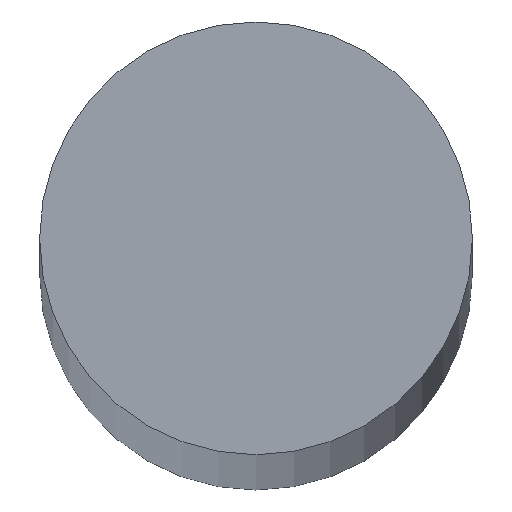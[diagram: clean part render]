
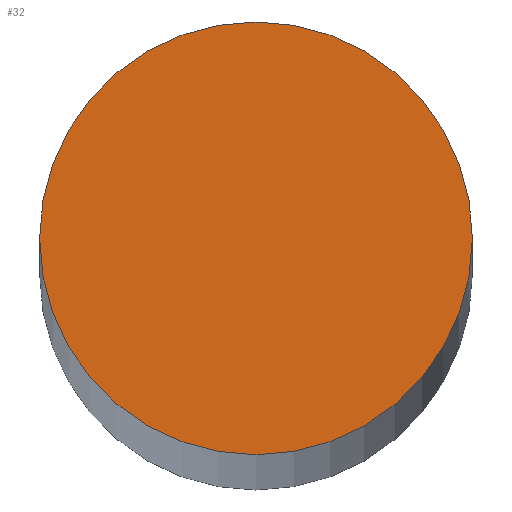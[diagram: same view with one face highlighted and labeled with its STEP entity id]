
A CAD part, top view. The second image highlights one B-rep face of the part: STEP entity #32.
In plain terms, the highlighted planar face has unit normal (0, 0, 1).
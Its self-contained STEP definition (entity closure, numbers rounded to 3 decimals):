
#6 = DIRECTION ( 'NONE',  ( 1., 0., 0. ) ) ;
#9 = CARTESIAN_POINT ( 'NONE',  ( 0., 0., 280. ) ) ;
#15 = AXIS2_PLACEMENT_3D ( 'NONE', #9, #89, #6 ) ;
#16 = AXIS2_PLACEMENT_3D ( 'NONE', #109, #108, #138 ) ;
#23 = CARTESIAN_POINT ( 'NONE',  ( -3., 0., 280. ) ) ;
#29 = AXIS2_PLACEMENT_3D ( 'NONE', #142, #47, #167 ) ;
#32 = ADVANCED_FACE ( 'NONE', ( #88 ), #132, .T. ) ;
#44 = CARTESIAN_POINT ( 'NONE',  ( 3., 0., 280. ) ) ;
#47 = DIRECTION ( 'NONE',  ( 0., 0., 1. ) ) ;
#75 = VERTEX_POINT ( 'NONE', #44 ) ;
#78 = VERTEX_POINT ( 'NONE', #23 ) ;
#84 = EDGE_CURVE ( 'NONE', #78, #75, #129, .T. ) ;
#88 = FACE_OUTER_BOUND ( 'NONE', #153, .T. ) ;
#89 = DIRECTION ( 'NONE',  ( 0., 0., 1. ) ) ;
#90 = ORIENTED_EDGE ( 'NONE', *, *, #84, .T. ) ;
#108 = DIRECTION ( 'NONE',  ( 0., 0., 1. ) ) ;
#109 = CARTESIAN_POINT ( 'NONE',  ( 0., 0., 280. ) ) ;
#125 = CIRCLE ( 'NONE', #16, 3. ) ;
#129 = CIRCLE ( 'NONE', #15, 3. ) ;
#132 = PLANE ( 'NONE',  #29 ) ;
#138 = DIRECTION ( 'NONE',  ( 1., 0., 0. ) ) ;
#142 = CARTESIAN_POINT ( 'NONE',  ( 0., 0., 280. ) ) ;
#153 = EDGE_LOOP ( 'NONE', ( #90, #155 ) ) ;
#155 = ORIENTED_EDGE ( 'NONE', *, *, #175, .T. ) ;
#167 = DIRECTION ( 'NONE',  ( 1., 0., 0. ) ) ;
#175 = EDGE_CURVE ( 'NONE', #75, #78, #125, .T. ) ;
